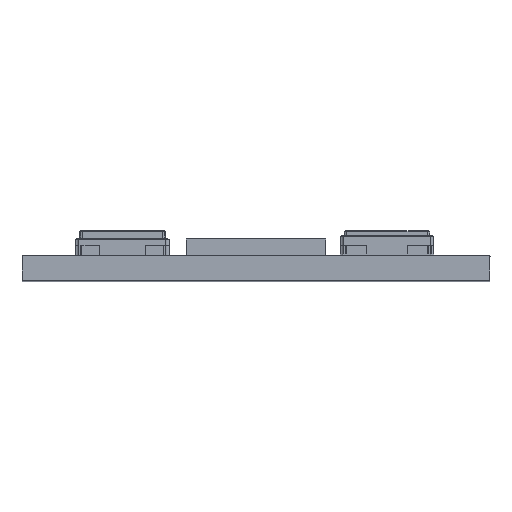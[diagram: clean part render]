
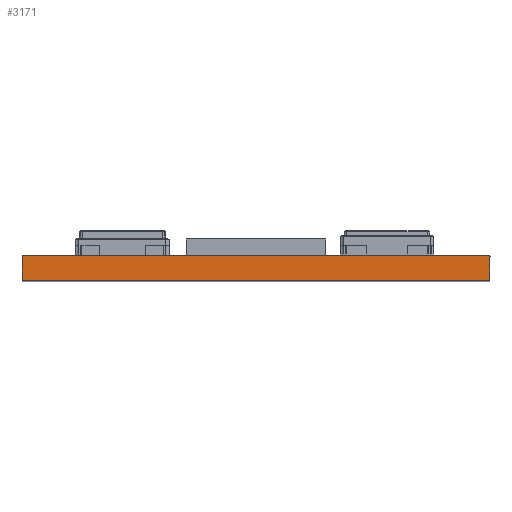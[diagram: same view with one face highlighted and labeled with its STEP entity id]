
A CAD part, top view. The second image highlights one B-rep face of the part: STEP entity #3171.
In plain terms, the highlighted planar face has unit normal (0, 0, 1).
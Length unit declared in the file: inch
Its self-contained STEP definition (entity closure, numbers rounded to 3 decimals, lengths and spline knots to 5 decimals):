
#477 = CARTESIAN_POINT ( 'NONE',  ( 0.35, 0., 0.55 ) ) ;
#640 = AXIS2_PLACEMENT_3D ( 'NONE', #869, #9795, #13630 ) ;
#869 = CARTESIAN_POINT ( 'NONE',  ( 0.35, 0.037, 0.55 ) ) ;
#949 = ORIENTED_EDGE ( 'NONE', *, *, #8896, .T. ) ;
#1408 = VERTEX_POINT ( 'NONE', #9751 ) ;
#1510 = DIRECTION ( 'NONE',  ( 0., -1., 0. ) ) ;
#2053 = EDGE_LOOP ( 'NONE', ( #3049, #9761, #13791, #949 ) ) ;
#2825 = VECTOR ( 'NONE', #3054, 39.37008 ) ;
#3049 = ORIENTED_EDGE ( 'NONE', *, *, #9118, .T. ) ;
#3054 = DIRECTION ( 'NONE',  ( 0., -1., 0. ) ) ;
#3171 = ADVANCED_FACE ( 'NONE', ( #15928 ), #16254, .F. ) ;
#3201 = LINE ( 'NONE', #12510, #4598 ) ;
#3685 = LINE ( 'NONE', #12824, #13455 ) ;
#4598 = VECTOR ( 'NONE', #7513, 39.37008 ) ;
#7513 = DIRECTION ( 'NONE',  ( 1., 0., 0. ) ) ;
#7720 = CARTESIAN_POINT ( 'NONE',  ( 0.35, 0.037, 0.55 ) ) ;
#8896 = EDGE_CURVE ( 'NONE', #16339, #9102, #11779, .T. ) ;
#9102 = VERTEX_POINT ( 'NONE', #13748 ) ;
#9118 = EDGE_CURVE ( 'NONE', #9102, #12724, #3201, .T. ) ;
#9751 = CARTESIAN_POINT ( 'NONE',  ( 0.35, 0.037, 0.55 ) ) ;
#9761 = ORIENTED_EDGE ( 'NONE', *, *, #14616, .F. ) ;
#9766 = LINE ( 'NONE', #7720, #14143 ) ;
#9792 = EDGE_CURVE ( 'NONE', #16339, #1408, #9766, .T. ) ;
#9795 = DIRECTION ( 'NONE',  ( 0., 0., -1. ) ) ;
#11679 = CARTESIAN_POINT ( 'NONE',  ( -0.35, 0.037, 0.55 ) ) ;
#11779 = LINE ( 'NONE', #11679, #2825 ) ;
#12510 = CARTESIAN_POINT ( 'NONE',  ( 0.35, 0., 0.55 ) ) ;
#12724 = VERTEX_POINT ( 'NONE', #477 ) ;
#12824 = CARTESIAN_POINT ( 'NONE',  ( 0.35, 0.037, 0.55 ) ) ;
#12931 = DIRECTION ( 'NONE',  ( 1., 0., 0. ) ) ;
#13455 = VECTOR ( 'NONE', #1510, 39.37008 ) ;
#13630 = DIRECTION ( 'NONE',  ( -1., 0., 0. ) ) ;
#13748 = CARTESIAN_POINT ( 'NONE',  ( -0.35, 0., 0.55 ) ) ;
#13791 = ORIENTED_EDGE ( 'NONE', *, *, #9792, .F. ) ;
#13828 = CARTESIAN_POINT ( 'NONE',  ( -0.35, 0.037, 0.55 ) ) ;
#14143 = VECTOR ( 'NONE', #12931, 39.37008 ) ;
#14616 = EDGE_CURVE ( 'NONE', #1408, #12724, #3685, .T. ) ;
#15928 = FACE_OUTER_BOUND ( 'NONE', #2053, .T. ) ;
#16254 = PLANE ( 'NONE',  #640 ) ;
#16339 = VERTEX_POINT ( 'NONE', #13828 ) ;
